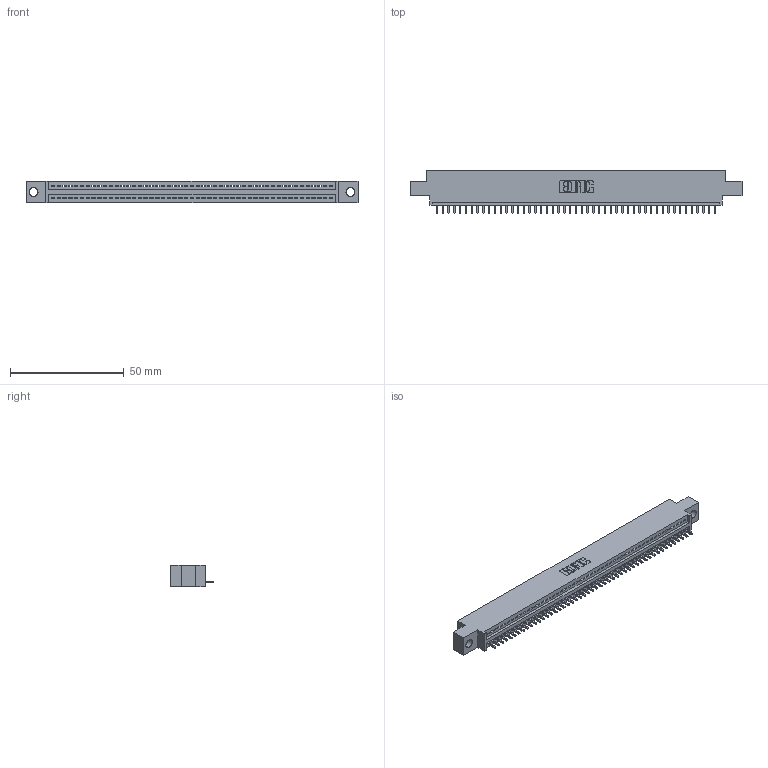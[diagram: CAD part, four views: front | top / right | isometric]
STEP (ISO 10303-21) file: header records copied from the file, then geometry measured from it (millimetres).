
FILE_DESCRIPTION (( 'STEP AP203' ), '1' );
FILE_NAME ('345-049-521-604.STEP', '2021-05-26T15:17:58', ( '' ), ( '' ), 'SwSTEP 2.0', 'SolidWorks 2020', '' );
FILE_SCHEMA (( 'CONFIG_CONTROL_DESIGN' ));
Length unit declared in the file: inch
Products named in the file (3): 345-292-001_345-293-121; 345-049-521-604; 345 Part_0.170 Offset - 0.156 Dia-TI
Assembly tree (50 placements, depth 2):
  345-049-521-604
    345 Part_0.170 Offset - 0.156 Dia-TI
    345-292-001_345-293-121  x49
Bounding box: 145.67 x 18.72 x 9.4 mm (x, y, z)
Volume: 13534.4 mm3; surface area: 17504.9 mm2
Topology: 50 solids, 50 shells, 2986 faces, 9013 edges, 5942 vertices
Faces by surface type: plane 2058, cylinder 928
Entity records: 36505 total; most frequent: CARTESIAN_POINT 6333, ORIENTED_EDGE 6314, DIRECTION 5519, EDGE_CURVE 3157, LINE 2829, VECTOR 2829, VERTEX_POINT 2102, AXIS2_PLACEMENT_3D 1345
